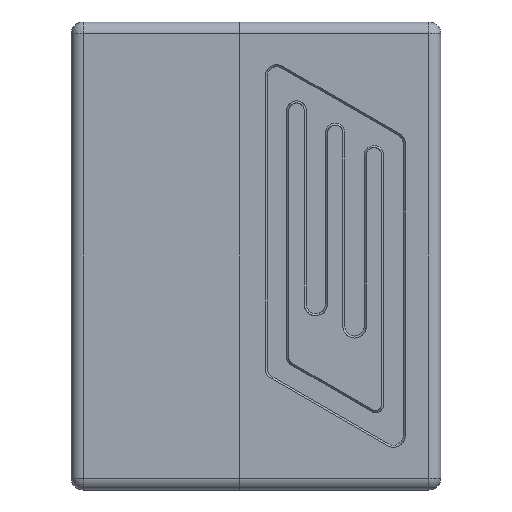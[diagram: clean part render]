
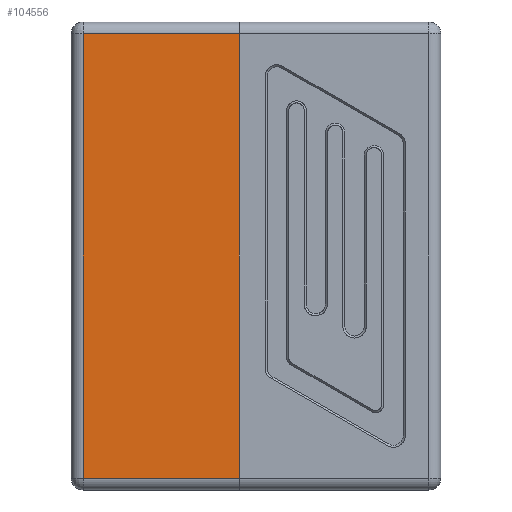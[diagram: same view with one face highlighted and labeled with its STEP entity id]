
A CAD part, left-side view. The second image highlights one B-rep face of the part: STEP entity #104556.
In plain terms, the highlighted free-form (B-spline) face has degree [1, 1] with [2, 2] control points.
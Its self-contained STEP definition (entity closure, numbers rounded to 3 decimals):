
#104556 = ADVANCED_FACE('',(#104557),#104571,.T.);
#104557 = FACE_BOUND('',#104558,.T.);
#104558 = EDGE_LOOP('',(#104559,#104581,#104596,#104611));
#104559 = ORIENTED_EDGE('',*,*,#104560,.T.);
#104560 = EDGE_CURVE('',#104561,#104563,#104565,.T.);
#104561 = VERTEX_POINT('',#104562);
#104562 = CARTESIAN_POINT('',(-65.227,133.805,109.454)
  );
#104563 = VERTEX_POINT('',#104564);
#104564 = CARTESIAN_POINT('',(-65.227,133.805,-3.046)
  );
#104565 = SURFACE_CURVE('',#104566,(#104570),.PCURVE_S1.);
#104566 = LINE('',#104567,#104568);
#104567 = CARTESIAN_POINT('',(-65.227,133.805,109.454)
  );
#104568 = VECTOR('',#104569,1.);
#104569 = DIRECTION('',(0.,0.,-1.));
#104570 = PCURVE('',#104571,#104576);
#104571 = B_SPLINE_SURFACE_WITH_KNOTS('',1,1,(
    (#104572,#104573)
    ,(#104574,#104575
    )),.UNSPECIFIED.,.F.,.F.,.F.,(2,2),(2,2),(0.,1.),(0.,1.),
  .PIECEWISE_BEZIER_KNOTS.);
#104572 = CARTESIAN_POINT('',(-65.227,133.805,109.454)
  );
#104573 = CARTESIAN_POINT('',(-65.227,173.405,109.454)
  );
#104574 = CARTESIAN_POINT('',(-65.227,133.805,-3.046)
  );
#104575 = CARTESIAN_POINT('',(-65.227,173.405,-3.046)
  );
#104576 = DEFINITIONAL_REPRESENTATION('',(#104577),#104580);
#104577 = B_SPLINE_CURVE_WITH_KNOTS('',1,(#104578,#104579),
  .UNSPECIFIED.,.F.,.F.,(2,2),(0.,112.5),.PIECEWISE_BEZIER_KNOTS.);
#104578 = CARTESIAN_POINT('',(0.,0.));
#104579 = CARTESIAN_POINT('',(1.,0.));
#104580 = ( GEOMETRIC_REPRESENTATION_CONTEXT(2) 
PARAMETRIC_REPRESENTATION_CONTEXT() REPRESENTATION_CONTEXT('2D SPACE',''
  ) );
#104581 = ORIENTED_EDGE('',*,*,#104582,.T.);
#104582 = EDGE_CURVE('',#104563,#104583,#104585,.T.);
#104583 = VERTEX_POINT('',#104584);
#104584 = CARTESIAN_POINT('',(-65.227,173.405,-3.046)
  );
#104585 = SURFACE_CURVE('',#104586,(#104590),.PCURVE_S1.);
#104586 = LINE('',#104587,#104588);
#104587 = CARTESIAN_POINT('',(-65.227,133.805,-3.046)
  );
#104588 = VECTOR('',#104589,1.);
#104589 = DIRECTION('',(0.,1.,0.));
#104590 = PCURVE('',#104571,#104591);
#104591 = DEFINITIONAL_REPRESENTATION('',(#104592),#104595);
#104592 = B_SPLINE_CURVE_WITH_KNOTS('',1,(#104593,#104594),
  .UNSPECIFIED.,.F.,.F.,(2,2),(0.,39.6),.PIECEWISE_BEZIER_KNOTS.);
#104593 = CARTESIAN_POINT('',(1.,0.));
#104594 = CARTESIAN_POINT('',(1.,1.));
#104595 = ( GEOMETRIC_REPRESENTATION_CONTEXT(2) 
PARAMETRIC_REPRESENTATION_CONTEXT() REPRESENTATION_CONTEXT('2D SPACE',''
  ) );
#104596 = ORIENTED_EDGE('',*,*,#104597,.T.);
#104597 = EDGE_CURVE('',#104583,#104598,#104600,.T.);
#104598 = VERTEX_POINT('',#104599);
#104599 = CARTESIAN_POINT('',(-65.227,173.405,109.454)
  );
#104600 = SURFACE_CURVE('',#104601,(#104605),.PCURVE_S1.);
#104601 = LINE('',#104602,#104603);
#104602 = CARTESIAN_POINT('',(-65.227,173.405,-3.046)
  );
#104603 = VECTOR('',#104604,1.);
#104604 = DIRECTION('',(0.,0.,1.));
#104605 = PCURVE('',#104571,#104606);
#104606 = DEFINITIONAL_REPRESENTATION('',(#104607),#104610);
#104607 = B_SPLINE_CURVE_WITH_KNOTS('',1,(#104608,#104609),
  .UNSPECIFIED.,.F.,.F.,(2,2),(0.,112.5),.PIECEWISE_BEZIER_KNOTS.);
#104608 = CARTESIAN_POINT('',(1.,1.));
#104609 = CARTESIAN_POINT('',(0.,1.));
#104610 = ( GEOMETRIC_REPRESENTATION_CONTEXT(2) 
PARAMETRIC_REPRESENTATION_CONTEXT() REPRESENTATION_CONTEXT('2D SPACE',''
  ) );
#104611 = ORIENTED_EDGE('',*,*,#104612,.T.);
#104612 = EDGE_CURVE('',#104598,#104561,#104613,.T.);
#104613 = SURFACE_CURVE('',#104614,(#104618),.PCURVE_S1.);
#104614 = LINE('',#104615,#104616);
#104615 = CARTESIAN_POINT('',(-65.227,173.405,109.454)
  );
#104616 = VECTOR('',#104617,1.);
#104617 = DIRECTION('',(0.,-1.,0.));
#104618 = PCURVE('',#104571,#104619);
#104619 = DEFINITIONAL_REPRESENTATION('',(#104620),#104623);
#104620 = B_SPLINE_CURVE_WITH_KNOTS('',1,(#104621,#104622),
  .UNSPECIFIED.,.F.,.F.,(2,2),(0.,39.6),.PIECEWISE_BEZIER_KNOTS.);
#104621 = CARTESIAN_POINT('',(0.,1.));
#104622 = CARTESIAN_POINT('',(0.,0.));
#104623 = ( GEOMETRIC_REPRESENTATION_CONTEXT(2) 
PARAMETRIC_REPRESENTATION_CONTEXT() REPRESENTATION_CONTEXT('2D SPACE',''
  ) );
